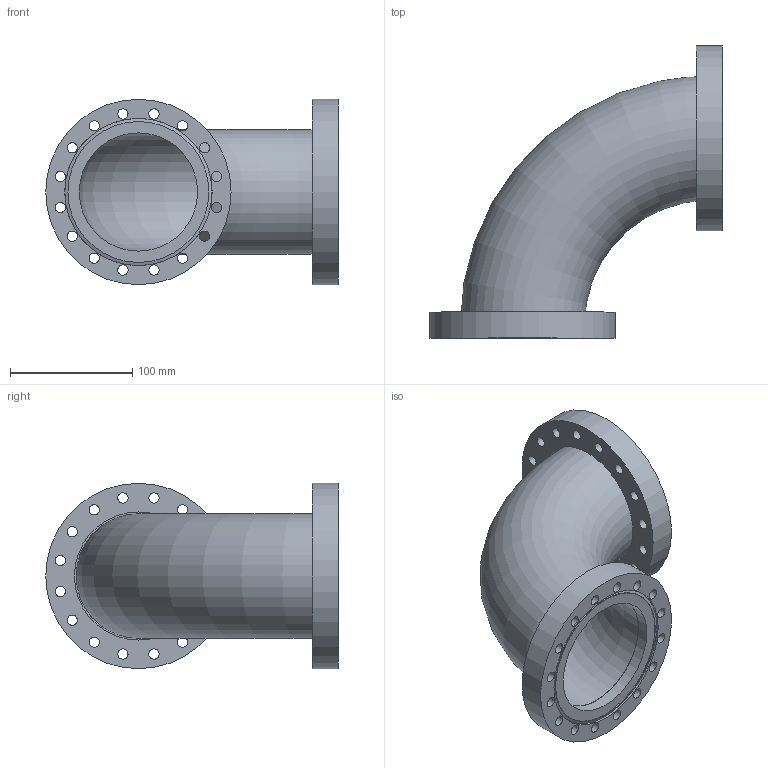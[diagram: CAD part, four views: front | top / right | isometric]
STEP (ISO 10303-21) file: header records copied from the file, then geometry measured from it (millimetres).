
FILE_DESCRIPTION((''),'2;1');
FILE_NAME('403038.stp','2008-05-16T15:29:28',('stelmach'),(''),'Autodesk Inventor 2008','Autodesk Inventor 2008','');
FILE_SCHEMA(('AUTOMOTIVE_DESIGN { 1 0 10303 214 1 1 1 1 }'));
Length unit declared in the file: inch
Products named in the file (5): 403038; 403038-001; 100026 (6.0 X 4.0 R); 100026 (6.0 X 4.0 INS); 100026 (6.0 X 4.0 REC)
Assembly tree (5 placements, depth 3):
  403038
    403038-001
    100026 (6.0 X 4.0 R)  x2
      100026 (6.0 X 4.0 INS)
      100026 (6.0 X 4.0 REC)
Bounding box: 239.32 x 239.32 x 151.64 mm (x, y, z)
Volume: 542886.9 mm3; surface area: 273337.6 mm2
Topology: 5 solids, 5 shells, 64 faces, 178 edges, 128 vertices
Faces by surface type: bspline 32, plane 14, cylinder 14, torus 2, cone 2
Full cylindrical faces by diameter (mm): 96.774 x2, 101.854 x2, 104.775 x2, 115.316 x2, 120.396 x2, 120.65 x2, 151.638 x2
Entity records: 1284 total; most frequent: CARTESIAN_POINT 416, DIRECTION 156, ORIENTED_EDGE 100, EDGE_LOOP 100, AXIS2_PLACEMENT_3D 78, FACE_BOUND 66, VERTEX_POINT 50, CIRCLE 50
